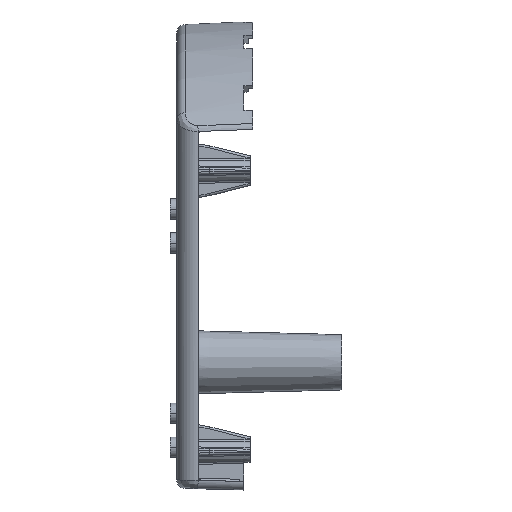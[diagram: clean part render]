
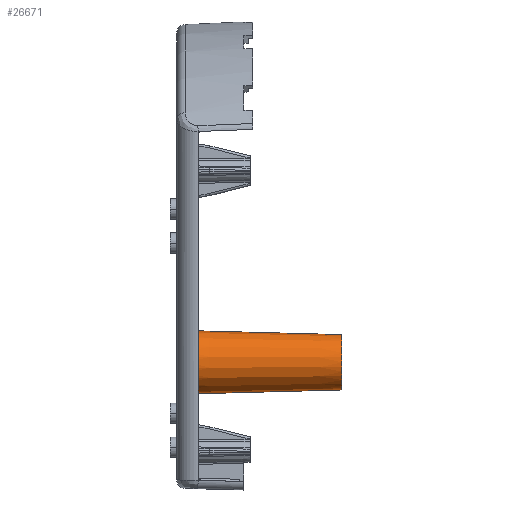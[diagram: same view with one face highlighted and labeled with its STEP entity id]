
A CAD part, left-side view. The second image highlights one B-rep face of the part: STEP entity #26671.
In plain terms, the highlighted conical face has half-angle 1.5 degrees and reference radius 6.975 mm.
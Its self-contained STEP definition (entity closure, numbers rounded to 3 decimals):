
#9355=CARTESIAN_POINT('',(0.,5.2,-25.));
#9356=DIRECTION('',(0.,-1.,0.));
#9357=DIRECTION('',(0.,0.,1.));
#9358=AXIS2_PLACEMENT_3D('',#9355,#9356,#9357);
#9387=CARTESIAN_POINT('',(0.,41.513,-25.));
#9388=DIRECTION('',(0.,-1.,0.));
#9389=DIRECTION('',(0.,0.,1.));
#9390=AXIS2_PLACEMENT_3D('',#9387,#9388,#9389);
#9395=DIRECTION('',(0.,-1.,-0.026));
#9396=VECTOR('',#9395,36.326);
#9397=CARTESIAN_POINT('',(0.,41.513,
-17.549));
#9398=LINE('',#9397,#9396);
#9426=DIRECTION('',(0.,-1.,0.026));
#9427=VECTOR('',#9426,36.326);
#9428=CARTESIAN_POINT('',(0.,41.513,
-32.451));
#9429=LINE('',#9428,#9427);
#16791=CARTESIAN_POINT('',(0.,41.513,-32.451));
#16792=CARTESIAN_POINT('',(0.,41.513,-17.549));
#16793=VERTEX_POINT('',#16791);
#16794=VERTEX_POINT('',#16792);
#16813=CARTESIAN_POINT('',(0.,5.2,-31.5));
#16814=CARTESIAN_POINT('',(0.,5.2,-18.5));
#16815=VERTEX_POINT('',#16813);
#16816=VERTEX_POINT('',#16814);
#26657=CARTESIAN_POINT('',(0.,23.357,-25.));
#26658=DIRECTION('',(0.,1.,0.));
#26659=DIRECTION('',(0.,0.,-1.));
#26660=AXIS2_PLACEMENT_3D('',#26657,#26658,#26659);
#26661=CONICAL_SURFACE('',#26660,6.975,1.5);
#26663=ORIENTED_EDGE('',*,*,#26662,.F.);
#26665=ORIENTED_EDGE('',*,*,#26664,.T.);
#26666=ORIENTED_EDGE('',*,*,#26645,.T.);
#26668=ORIENTED_EDGE('',*,*,#26667,.F.);
#26669=EDGE_LOOP('',(#26663,#26665,#26666,#26668));
#26670=FACE_OUTER_BOUND('',#26669,.F.);
#26671=ADVANCED_FACE('',(#26670),#26661,.T.);
#9359=CIRCLE('',#9358,6.5);
#9391=CIRCLE('',#9390,7.451);
#26645=EDGE_CURVE('',#16816,#16815,#9359,.T.);
#26662=EDGE_CURVE('',#16794,#16793,#9391,.T.);
#26664=EDGE_CURVE('',#16794,#16816,#9398,.T.);
#26667=EDGE_CURVE('',#16793,#16815,#9429,.T.);
